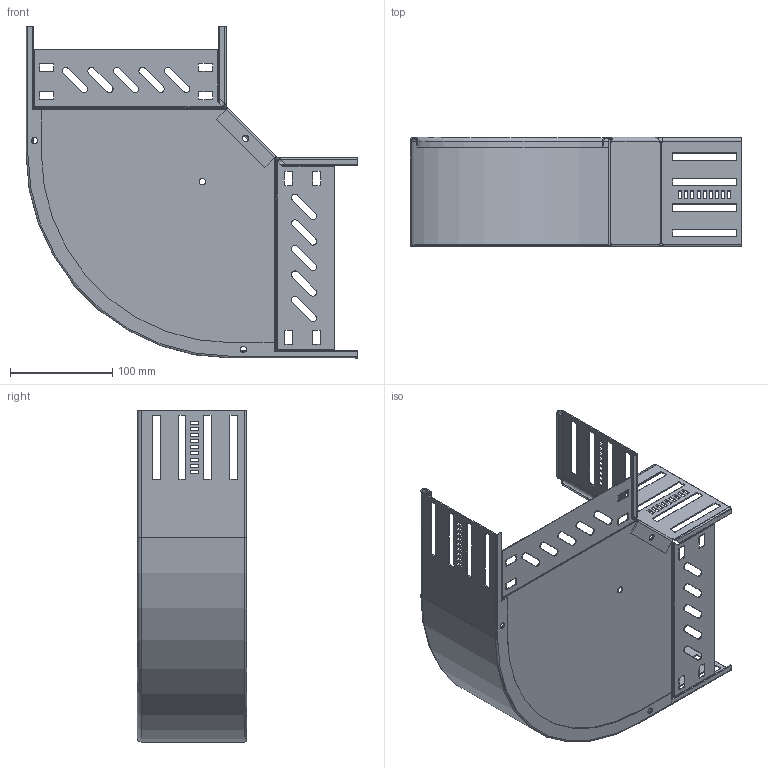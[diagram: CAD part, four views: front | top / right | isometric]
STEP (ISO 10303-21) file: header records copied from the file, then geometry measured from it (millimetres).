
FILE_DESCRIPTION (( 'STEP AP214' ), '1' );
FILE_NAME ('6036804.STEP', '2024-05-27T08:44:31', ( '' ), ( '' ), 'SwSTEP 2.0', 'SolidWorks 2022', '' );
FILE_SCHEMA (( 'AUTOMOTIVE_DESIGN' ));
Length unit declared in the file: millimetre
Products named in the file (4): 167655_110x90°; 181511_200; 167734_200; 6036804
Assembly tree (3 placements, depth 2):
  6036804
    167734_200
    181511_200
    167655_110x90°
Bounding box: 325 x 107 x 325 mm (x, y, z)
Volume: 166541.9 mm3; surface area: 328276.8 mm2
Topology: 3 solids, 3 shells, 570 faces, 1568 edges, 1004 vertices
Faces by surface type: plane 372, cylinder 186, bspline 8, torus 4
Entity records: 18708 total; most frequent: CARTESIAN_POINT 3500, ORIENTED_EDGE 3136, DIRECTION 3014, EDGE_CURVE 1568, VECTOR 1178, LINE 1178, VERTEX_POINT 1004, AXIS2_PLACEMENT_3D 918
